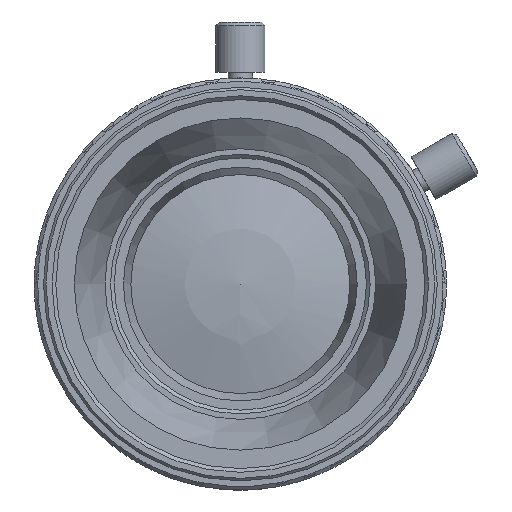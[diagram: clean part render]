
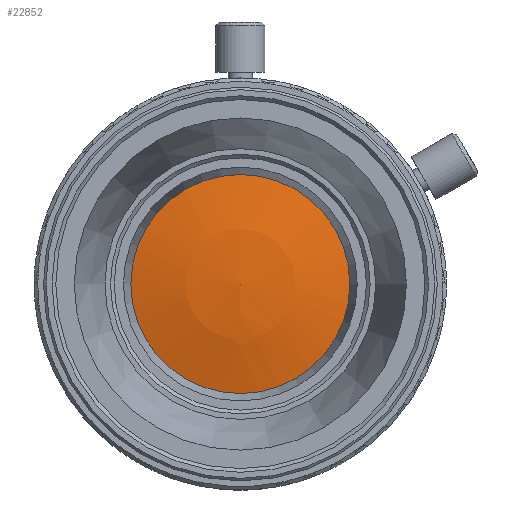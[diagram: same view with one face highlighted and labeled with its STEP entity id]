
A CAD part, front view. The second image highlights one B-rep face of the part: STEP entity #22852.
In plain terms, the highlighted spherical face has radius 34 mm.
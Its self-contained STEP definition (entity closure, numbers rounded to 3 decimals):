
#31=SPHERICAL_SURFACE('',#24950,34.);
#6129=ORIENTED_EDGE('',*,*,#9201,.T.);
#9201=EDGE_CURVE('',#10716,#10716,#11771,.T.);
#10716=VERTEX_POINT('',#36190);
#11771=CIRCLE('',#24951,8.9);
#12720=EDGE_LOOP('',(#6129));
#13934=FACE_BOUND('',#12720,.T.);
#22852=ADVANCED_FACE('',(#13934),#31,.T.);
#24950=AXIS2_PLACEMENT_3D('',#36188,#29352,#29353);
#24951=AXIS2_PLACEMENT_3D('',#36189,#29354,#29355);
#29352=DIRECTION('',(0.,-1.,0.));
#29353=DIRECTION('',(0.,0.,-1.));
#29354=DIRECTION('',(0.,-1.,0.));
#29355=DIRECTION('',(1.,0.,0.));
#36188=CARTESIAN_POINT('',(0.,7.18,0.));
#36189=CARTESIAN_POINT('',(0.,-25.634,0.));
#36190=CARTESIAN_POINT('',(8.9,-25.634,0.));
